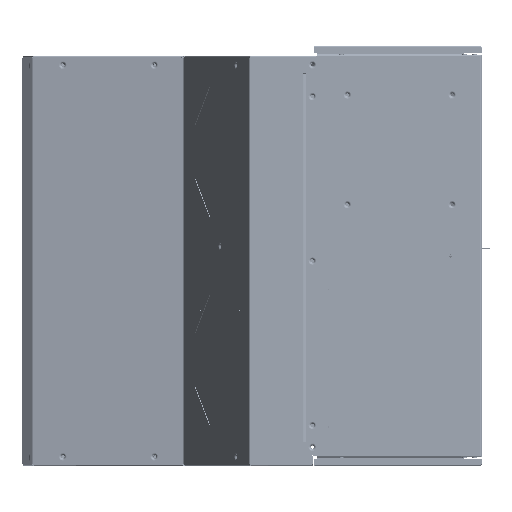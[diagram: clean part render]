
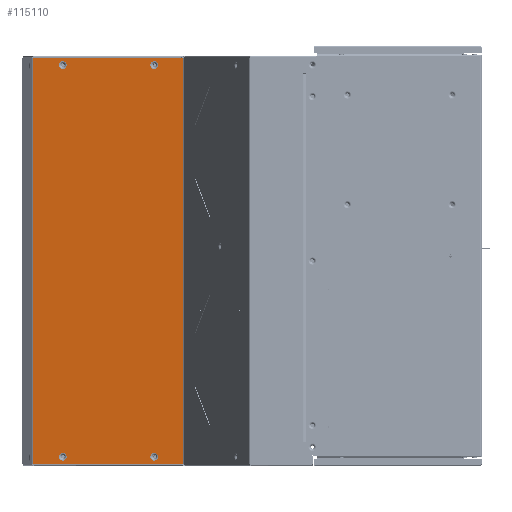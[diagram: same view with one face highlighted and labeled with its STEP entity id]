
A CAD part, left-side view. The second image highlights one B-rep face of the part: STEP entity #115110.
In plain terms, the highlighted face is planar.
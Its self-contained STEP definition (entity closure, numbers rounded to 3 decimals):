
#112017=DIRECTION('',(1.,0.,0.));
#112018=VECTOR('',#112017,593.);
#112019=CARTESIAN_POINT('',(-296.5,0.489,-138.449));
#112020=LINE('',#112019,#112018);
#112035=CARTESIAN_POINT('',(285.75,153.167,-229.141));
#112036=DIRECTION('',(0.,0.511,0.86));
#112037=DIRECTION('',(0.,0.86,-0.511));
#112038=AXIS2_PLACEMENT_3D('',#112035,#112036,#112037);
#112040=CARTESIAN_POINT('',(285.75,153.167,-229.141));
#112041=DIRECTION('',(0.,0.511,0.86));
#112042=DIRECTION('',(0.,-0.86,
0.511));
#112043=AXIS2_PLACEMENT_3D('',#112040,#112041,#112042);
#112045=CARTESIAN_POINT('',(285.75,37.1,-160.196));
#112046=DIRECTION('',(0.,0.511,0.86));
#112047=DIRECTION('',(0.,0.86,-0.511));
#112048=AXIS2_PLACEMENT_3D('',#112045,#112046,#112047);
#112050=CARTESIAN_POINT('',(285.75,37.1,-160.196));
#112051=DIRECTION('',(0.,0.511,0.86));
#112052=DIRECTION('',(0.,-0.86,
0.511));
#112053=AXIS2_PLACEMENT_3D('',#112050,#112051,#112052);
#112055=CARTESIAN_POINT('',(-285.75,37.1,-160.196));
#112056=DIRECTION('',(0.,-0.511,-0.86));
#112057=DIRECTION('',(0.,0.86,
-0.511));
#112058=AXIS2_PLACEMENT_3D('',#112055,#112056,#112057);
#112060=CARTESIAN_POINT('',(-285.75,37.1,-160.196));
#112061=DIRECTION('',(0.,-0.511,-0.86));
#112062=DIRECTION('',(0.,-0.86,0.511));
#112063=AXIS2_PLACEMENT_3D('',#112060,#112061,#112062);
#112065=CARTESIAN_POINT('',(-285.75,153.167,-229.141));
#112066=DIRECTION('',(0.,-0.511,-0.86));
#112067=DIRECTION('',(0.,0.86,
-0.511));
#112068=AXIS2_PLACEMENT_3D('',#112065,#112066,#112067);
#112070=CARTESIAN_POINT('',(-285.75,153.167,-229.141));
#112071=DIRECTION('',(0.,-0.511,-0.86));
#112072=DIRECTION('',(0.,-0.86,0.511));
#112073=AXIS2_PLACEMENT_3D('',#112070,#112071,#112072);
#112084=DIRECTION('',(-1.,0.,0.));
#112085=VECTOR('',#112084,593.);
#112086=CARTESIAN_POINT('',(296.5,191.055,-251.647));
#112087=LINE('',#112086,#112085);
#112571=DIRECTION('',(0.,0.86,-0.511));
#112572=VECTOR('',#112571,221.65);
#112573=CARTESIAN_POINT('',(-296.5,0.489,-138.449));
#112574=LINE('',#112573,#112572);
#113489=DIRECTION('',(0.,0.86,-0.511));
#113490=VECTOR('',#113489,221.65);
#113491=CARTESIAN_POINT('',(296.5,0.489,-138.449));
#113492=LINE('',#113491,#113490);
#114213=CARTESIAN_POINT('',(296.5,0.489,-138.449));
#114215=VERTEX_POINT('',#114213);
#114221=CARTESIAN_POINT('',(296.5,191.055,-251.647));
#114222=VERTEX_POINT('',#114221);
#114241=CARTESIAN_POINT('',(-296.5,0.489,-138.449));
#114242=VERTEX_POINT('',#114241);
#114249=CARTESIAN_POINT('',(-296.5,191.055,-251.647));
#114250=VERTEX_POINT('',#114249);
#114589=CARTESIAN_POINT('',(285.75,41.994,-163.103));
#114590=CARTESIAN_POINT('',(285.75,32.205,-157.289));
#114591=VERTEX_POINT('',#114589);
#114592=VERTEX_POINT('',#114590);
#114613=CARTESIAN_POINT('',(285.75,158.061,-232.048));
#114614=CARTESIAN_POINT('',(285.75,148.273,-226.234));
#114615=VERTEX_POINT('',#114613);
#114616=VERTEX_POINT('',#114614);
#114637=CARTESIAN_POINT('',(-285.75,41.994,-163.103));
#114638=CARTESIAN_POINT('',(-285.75,32.205,-157.289));
#114639=VERTEX_POINT('',#114637);
#114640=VERTEX_POINT('',#114638);
#114661=CARTESIAN_POINT('',(-285.75,158.061,-232.048));
#114662=CARTESIAN_POINT('',(-285.75,148.273,-226.234));
#114663=VERTEX_POINT('',#114661);
#114664=VERTEX_POINT('',#114662);
#115072=CARTESIAN_POINT('',(-296.5,-0.489,-137.868));
#115073=DIRECTION('',(0.,0.511,0.86));
#115074=DIRECTION('',(0.,0.86,-0.511));
#115075=AXIS2_PLACEMENT_3D('',#115072,#115073,#115074);
#115076=PLANE('',#115075);
#115078=ORIENTED_EDGE('',*,*,#115077,.F.);
#115080=ORIENTED_EDGE('',*,*,#115079,.F.);
#115081=ORIENTED_EDGE('',*,*,#115063,.F.);
#115083=ORIENTED_EDGE('',*,*,#115082,.T.);
#115084=EDGE_LOOP('',(#115078,#115080,#115081,#115083));
#115085=FACE_OUTER_BOUND('',#115084,.F.);
#115087=ORIENTED_EDGE('',*,*,#115086,.T.);
#115089=ORIENTED_EDGE('',*,*,#115088,.T.);
#115090=EDGE_LOOP('',(#115087,#115089));
#115091=FACE_BOUND('',#115090,.F.);
#115093=ORIENTED_EDGE('',*,*,#115092,.T.);
#115095=ORIENTED_EDGE('',*,*,#115094,.T.);
#115096=EDGE_LOOP('',(#115093,#115095));
#115097=FACE_BOUND('',#115096,.F.);
#115099=ORIENTED_EDGE('',*,*,#115098,.F.);
#115101=ORIENTED_EDGE('',*,*,#115100,.F.);
#115102=EDGE_LOOP('',(#115099,#115101));
#115103=FACE_BOUND('',#115102,.F.);
#115105=ORIENTED_EDGE('',*,*,#115104,.F.);
#115107=ORIENTED_EDGE('',*,*,#115106,.F.);
#115108=EDGE_LOOP('',(#115105,#115107));
#115109=FACE_BOUND('',#115108,.F.);
#115110=ADVANCED_FACE('',(#115085,#115091,#115097,#115103,#115109),#115076,.T.);
#112039=CIRCLE('',#112038,5.693);
#112044=CIRCLE('',#112043,5.693);
#112049=CIRCLE('',#112048,5.693);
#112054=CIRCLE('',#112053,5.693);
#112059=CIRCLE('',#112058,5.693);
#112064=CIRCLE('',#112063,5.693);
#112069=CIRCLE('',#112068,5.693);
#112074=CIRCLE('',#112073,5.693);
#115063=EDGE_CURVE('',#114242,#114215,#112020,.T.);
#115077=EDGE_CURVE('',#114222,#114250,#112087,.T.);
#115079=EDGE_CURVE('',#114215,#114222,#113492,.T.);
#115082=EDGE_CURVE('',#114242,#114250,#112574,.T.);
#115086=EDGE_CURVE('',#114615,#114616,#112039,.T.);
#115088=EDGE_CURVE('',#114616,#114615,#112044,.T.);
#115092=EDGE_CURVE('',#114591,#114592,#112049,.T.);
#115094=EDGE_CURVE('',#114592,#114591,#112054,.T.);
#115098=EDGE_CURVE('',#114639,#114640,#112059,.T.);
#115100=EDGE_CURVE('',#114640,#114639,#112064,.T.);
#115104=EDGE_CURVE('',#114663,#114664,#112069,.T.);
#115106=EDGE_CURVE('',#114664,#114663,#112074,.T.);
